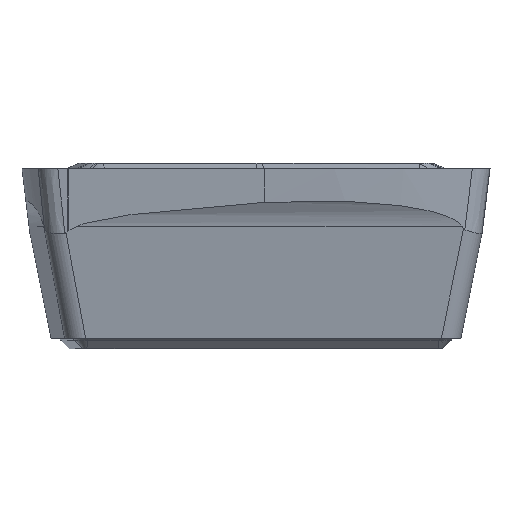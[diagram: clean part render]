
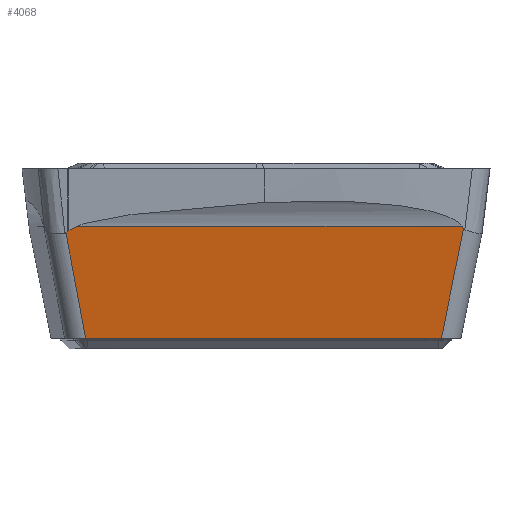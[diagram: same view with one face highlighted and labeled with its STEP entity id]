
A CAD part, left-side view. The second image highlights one B-rep face of the part: STEP entity #4068.
In plain terms, the highlighted planar face has unit normal (-0.981, -0.037, -0.191).
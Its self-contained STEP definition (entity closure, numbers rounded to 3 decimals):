
#398=DIRECTION('',(0.038,-0.999,0.));
#399=VECTOR('',#398,13.845);
#400=CARTESIAN_POINT('',(-7.964,6.626,-6.6));
#401=LINE('',#400,#399);
#550=DIRECTION('',(-0.194,0.18,0.964));
#551=VECTOR('',#550,4.249);
#552=CARTESIAN_POINT('',(-7.964,6.626,-6.6));
#553=LINE('',#552,#551);
#557=DIRECTION('',(-0.101,-0.742,0.663));
#558=VECTOR('',#557,0.086);
#559=CARTESIAN_POINT('',(-8.79,7.391,-2.503));
#560=LINE('',#559,#558);
#564=DIRECTION('',(-0.057,-0.883,0.466));
#565=VECTOR('',#564,0.341);
#566=CARTESIAN_POINT('',(-8.804,7.276,-2.409));
#567=LINE('',#566,#565);
#571=CARTESIAN_POINT('',(-8.256,-8.019,
-2.25));
#572=CARTESIAN_POINT('',(-8.25,-8.036,
-2.277));
#573=CARTESIAN_POINT('',(-8.244,-8.053,
-2.304));
#574=CARTESIAN_POINT('',(-8.238,-8.07,
-2.331));
#579=DIRECTION('',(0.18,0.194,-0.964));
#580=VECTOR('',#579,4.427);
#581=CARTESIAN_POINT('',(-8.238,-8.07,
-2.331));
#582=LINE('',#581,#580);
#1236=CARTESIAN_POINT('',(-8.804,7.276,
-2.409));
#1237=CARTESIAN_POINT('',(-8.803,7.295,
-2.419));
#1238=CARTESIAN_POINT('',(-8.801,7.312,-2.432));
#1239=CARTESIAN_POINT('',(-8.799,7.328,
-2.446));
#1290=DIRECTION('',(-0.038,0.999,0.));
#1291=VECTOR('',#1290,15.004);
#1292=CARTESIAN_POINT('',(-8.256,-8.019,
-2.25));
#1293=LINE('',#1292,#1291);
#3064=CARTESIAN_POINT('',(-7.964,6.626,-6.6));
#3065=CARTESIAN_POINT('',(-7.44,-7.209,-6.6));
#3066=VERTEX_POINT('',#3064);
#3067=VERTEX_POINT('',#3065);
#3077=CARTESIAN_POINT('',(-8.79,7.391,
-2.503));
#3078=VERTEX_POINT('',#3077);
#3079=CARTESIAN_POINT('',(-8.799,7.328,
-2.446));
#3080=VERTEX_POINT('',#3079);
#3081=VERTEX_POINT('',#1236);
#3082=CARTESIAN_POINT('',(-8.824,6.975,
-2.25));
#3083=VERTEX_POINT('',#3082);
#3084=CARTESIAN_POINT('',(-8.256,-8.019,
-2.25));
#3085=VERTEX_POINT('',#3084);
#3086=VERTEX_POINT('',#574);
#4046=CARTESIAN_POINT('',(-8.086,-0.306,-4.625));
#4047=DIRECTION('',(0.981,0.037,0.191));
#4048=DIRECTION('',(-0.191,-0.007,0.982));
#4049=AXIS2_PLACEMENT_3D('',#4046,#4047,#4048);
#4050=PLANE('',#4049);
#4051=ORIENTED_EDGE('',*,*,#4017,.F.);
#4053=ORIENTED_EDGE('',*,*,#4052,.T.);
#4055=ORIENTED_EDGE('',*,*,#4054,.T.);
#4057=ORIENTED_EDGE('',*,*,#4056,.F.);
#4059=ORIENTED_EDGE('',*,*,#4058,.T.);
#4061=ORIENTED_EDGE('',*,*,#4060,.F.);
#4063=ORIENTED_EDGE('',*,*,#4062,.T.);
#4065=ORIENTED_EDGE('',*,*,#4064,.T.);
#4066=EDGE_LOOP('',(#4051,#4053,#4055,#4057,#4059,#4061,#4063,#4065));
#4067=FACE_OUTER_BOUND('',#4066,.F.);
#575=B_SPLINE_CURVE_WITH_KNOTS('',3,(#571,#572,#573,#574),.UNSPECIFIED.,.F.,.F.,
(4,4),(0.,1.),.UNSPECIFIED.);
#1240=B_SPLINE_CURVE_WITH_KNOTS('',3,(#1236,#1237,#1238,#1239),.UNSPECIFIED.,
.F.,.F.,(4,4),(0.,1.),.UNSPECIFIED.);
#4017=EDGE_CURVE('',#3066,#3067,#401,.T.);
#4052=EDGE_CURVE('',#3066,#3078,#553,.T.);
#4054=EDGE_CURVE('',#3078,#3080,#560,.T.);
#4056=EDGE_CURVE('',#3081,#3080,#1240,.T.);
#4058=EDGE_CURVE('',#3081,#3083,#567,.T.);
#4060=EDGE_CURVE('',#3085,#3083,#1293,.T.);
#4062=EDGE_CURVE('',#3085,#3086,#575,.T.);
#4064=EDGE_CURVE('',#3086,#3067,#582,.T.);
#4068=ADVANCED_FACE('',(#4067),#4050,.F.);
